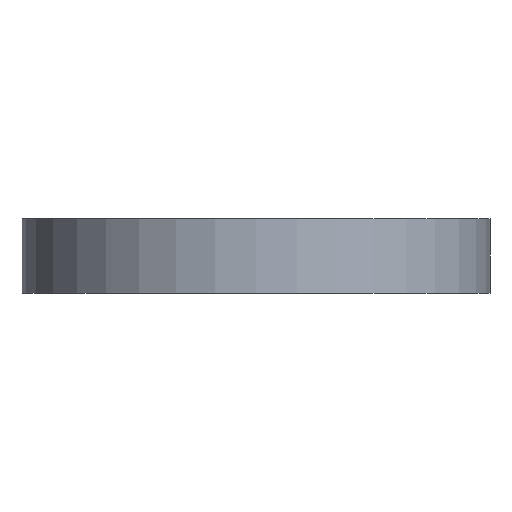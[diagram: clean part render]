
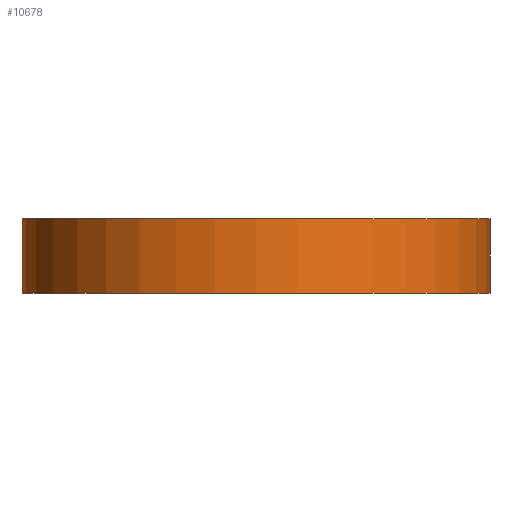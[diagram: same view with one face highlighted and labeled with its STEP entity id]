
A CAD part, front view. The second image highlights one B-rep face of the part: STEP entity #10678.
In plain terms, the highlighted cylindrical face has radius 2.5 mm (diameter 5 mm), a partial arc.
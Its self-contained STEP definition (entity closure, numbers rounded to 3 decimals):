
#256 = CARTESIAN_POINT ( 'NONE',  ( -2.5, 0., 0.8 ) ) ;
#533 = DIRECTION ( 'NONE',  ( 1., 0., 0. ) ) ;
#676 = AXIS2_PLACEMENT_3D ( 'NONE', #6387, #1023, #11568 ) ;
#1023 = DIRECTION ( 'NONE',  ( 0., 0., 1. ) ) ;
#1671 = VERTEX_POINT ( 'NONE', #3419 ) ;
#1863 = DIRECTION ( 'NONE',  ( -1., 0., 0. ) ) ;
#2744 = EDGE_CURVE ( 'NONE', #12139, #4817, #11926, .T. ) ;
#3419 = CARTESIAN_POINT ( 'NONE',  ( -2.5, 0., 0. ) ) ;
#3724 = LINE ( 'NONE', #256, #11184 ) ;
#3887 = CARTESIAN_POINT ( 'NONE',  ( 2.5, 0., 0.8 ) ) ;
#4019 = DIRECTION ( 'NONE',  ( 0., 0., -1. ) ) ;
#4561 = DIRECTION ( 'NONE',  ( 0., 0., -1. ) ) ;
#4817 = VERTEX_POINT ( 'NONE', #7484 ) ;
#4849 = ORIENTED_EDGE ( 'NONE', *, *, #13552, .F. ) ;
#5440 = ORIENTED_EDGE ( 'NONE', *, *, #7948, .T. ) ;
#5872 = AXIS2_PLACEMENT_3D ( 'NONE', #11291, #6894, #533 ) ;
#6267 = EDGE_CURVE ( 'NONE', #1671, #4817, #6898, .T. ) ;
#6387 = CARTESIAN_POINT ( 'NONE',  ( 0., 0., 0.8 ) ) ;
#6894 = DIRECTION ( 'NONE',  ( 0., 0., 1. ) ) ;
#6898 = CIRCLE ( 'NONE', #5872, 2.5 ) ;
#7484 = CARTESIAN_POINT ( 'NONE',  ( 2.5, 0., 0. ) ) ;
#7948 = EDGE_CURVE ( 'NONE', #10577, #1671, #3724, .T. ) ;
#8669 = FACE_OUTER_BOUND ( 'NONE', #11369, .T. ) ;
#9255 = CARTESIAN_POINT ( 'NONE',  ( 0., 0., 0.8 ) ) ;
#9528 = DIRECTION ( 'NONE',  ( 0., 0., -1. ) ) ;
#10577 = VERTEX_POINT ( 'NONE', #11205 ) ;
#10669 = AXIS2_PLACEMENT_3D ( 'NONE', #9255, #4019, #1863 ) ;
#10678 = ADVANCED_FACE ( 'NONE', ( #8669 ), #10824, .T. ) ;
#10765 = ORIENTED_EDGE ( 'NONE', *, *, #6267, .T. ) ;
#10824 = CYLINDRICAL_SURFACE ( 'NONE', #10669, 2.5 ) ;
#11184 = VECTOR ( 'NONE', #4561, 1000. ) ;
#11205 = CARTESIAN_POINT ( 'NONE',  ( -2.5, 0., 0.8 ) ) ;
#11291 = CARTESIAN_POINT ( 'NONE',  ( 0., 0., 0. ) ) ;
#11369 = EDGE_LOOP ( 'NONE', ( #12279, #4849, #5440, #10765 ) ) ;
#11568 = DIRECTION ( 'NONE',  ( 1., 0., 0. ) ) ;
#11829 = CIRCLE ( 'NONE', #676, 2.5 ) ;
#11926 = LINE ( 'NONE', #12826, #13258 ) ;
#12139 = VERTEX_POINT ( 'NONE', #3887 ) ;
#12279 = ORIENTED_EDGE ( 'NONE', *, *, #2744, .F. ) ;
#12826 = CARTESIAN_POINT ( 'NONE',  ( 2.5, 0., 0.8 ) ) ;
#13258 = VECTOR ( 'NONE', #9528, 1000. ) ;
#13552 = EDGE_CURVE ( 'NONE', #10577, #12139, #11829, .T. ) ;
